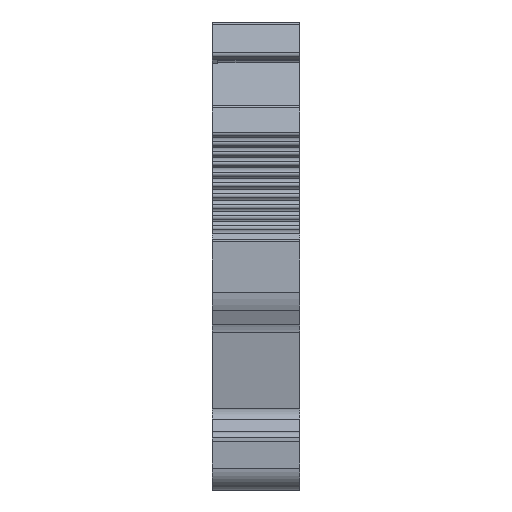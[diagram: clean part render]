
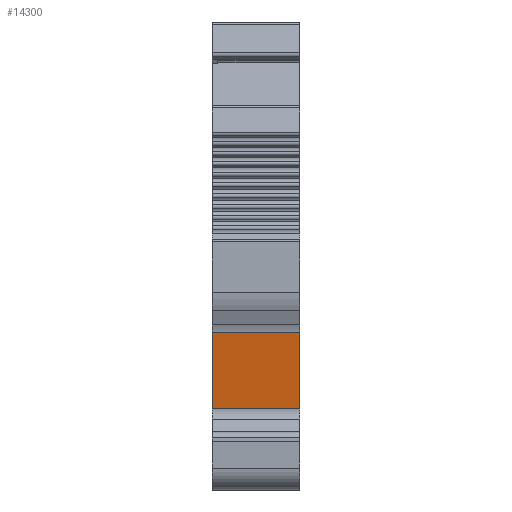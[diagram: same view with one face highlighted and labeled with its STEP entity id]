
A CAD part, left-side view. The second image highlights one B-rep face of the part: STEP entity #14300.
In plain terms, the highlighted planar face has unit normal (-0.986, 0, -0.168).
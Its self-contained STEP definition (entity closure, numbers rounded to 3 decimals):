
#1923=ORIENTED_EDGE('',*,*,#4721,.T.);
#1924=ORIENTED_EDGE('',*,*,#4723,.F.);
#1925=ORIENTED_EDGE('',*,*,#4724,.F.);
#1926=ORIENTED_EDGE('',*,*,#4725,.F.);
#4721=EDGE_CURVE('',#6079,#6078,#7112,.T.);
#4723=EDGE_CURVE('',#6080,#6078,#7113,.T.);
#4724=EDGE_CURVE('',#6081,#6080,#7114,.T.);
#4725=EDGE_CURVE('',#6079,#6081,#7115,.T.);
#6078=VERTEX_POINT('',#20131);
#6079=VERTEX_POINT('',#20133);
#6080=VERTEX_POINT('',#20137);
#6081=VERTEX_POINT('',#20139);
#7112=LINE('',#20132,#8166);
#7113=LINE('',#20136,#8167);
#7114=LINE('',#20138,#8168);
#7115=LINE('',#20140,#8169);
#8166=VECTOR('',#16940,1000.);
#8167=VECTOR('',#16945,1000.);
#8168=VECTOR('',#16946,1000.);
#8169=VECTOR('',#16947,1000.);
#8975=EDGE_LOOP('',(#1923,#1924,#1925,#1926));
#9539=FACE_BOUND('',#8975,.T.);
#9987=PLANE('',#15069);
#14300=ADVANCED_FACE('',(#9539),#9987,.F.);
#15069=AXIS2_PLACEMENT_3D('',#20135,#16943,#16944);
#16940=DIRECTION('',(0.,-1.,0.));
#16943=DIRECTION('',(0.986,0.,0.168));
#16944=DIRECTION('',(0.168,0.,-0.986));
#16945=DIRECTION('',(0.168,0.,-0.986));
#16946=DIRECTION('',(0.,-1.,0.));
#16947=DIRECTION('',(-0.168,0.,0.986));
#20131=CARTESIAN_POINT('',(-28.65,-3.7,-10.563));
#20132=CARTESIAN_POINT('',(-28.65,88.697,-10.563));
#20133=CARTESIAN_POINT('',(-28.65,4.3,-10.563));
#20135=CARTESIAN_POINT('',(-28.65,88.697,-10.563));
#20136=CARTESIAN_POINT('',(-28.65,-3.7,-10.563));
#20137=CARTESIAN_POINT('',(-29.844,-3.7,-3.557));
#20138=CARTESIAN_POINT('',(-29.844,88.697,-3.557));
#20139=CARTESIAN_POINT('',(-29.844,4.3,-3.557));
#20140=CARTESIAN_POINT('',(-28.65,4.3,-10.563));
